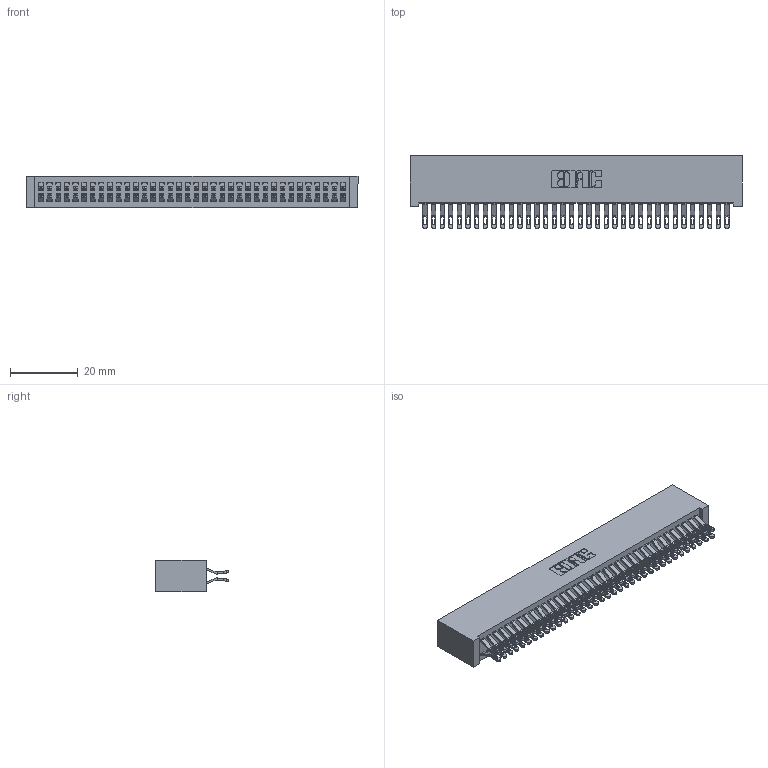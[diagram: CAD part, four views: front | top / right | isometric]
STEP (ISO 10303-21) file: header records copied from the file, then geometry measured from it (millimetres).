
FILE_DESCRIPTION (( 'STEP AP203' ), '1' );
FILE_NAME ('342-072-555-201.STEP', '2019-10-03T16:45:43', ( '' ), ( '' ), 'SwSTEP 2.0', 'SolidWorks 2016', '' );
FILE_SCHEMA (( 'CONFIG_CONTROL_DESIGN' ));
Length unit declared in the file: inch
Products named in the file (3): 345-292-001_555 Tail; 342-072-555-201; 342 Part_Lugless
Assembly tree (73 placements, depth 2):
  342-072-555-201
    342 Part_Lugless
    345-292-001_555 Tail  x72
Bounding box: 97.69 x 21.47 x 9.4 mm (x, y, z)
Volume: 9388.5 mm3; surface area: 16277.1 mm2
Topology: 73 solids, 73 shells, 4278 faces, 13451 edges, 8966 vertices
Faces by surface type: plane 2510, cylinder 1768
Entity records: 23853 total; most frequent: CARTESIAN_POINT 3992, ORIENTED_EDGE 3898, DIRECTION 3385, EDGE_CURVE 1949, LINE 1809, VECTOR 1809, VERTEX_POINT 1298, AXIS2_PLACEMENT_3D 788
